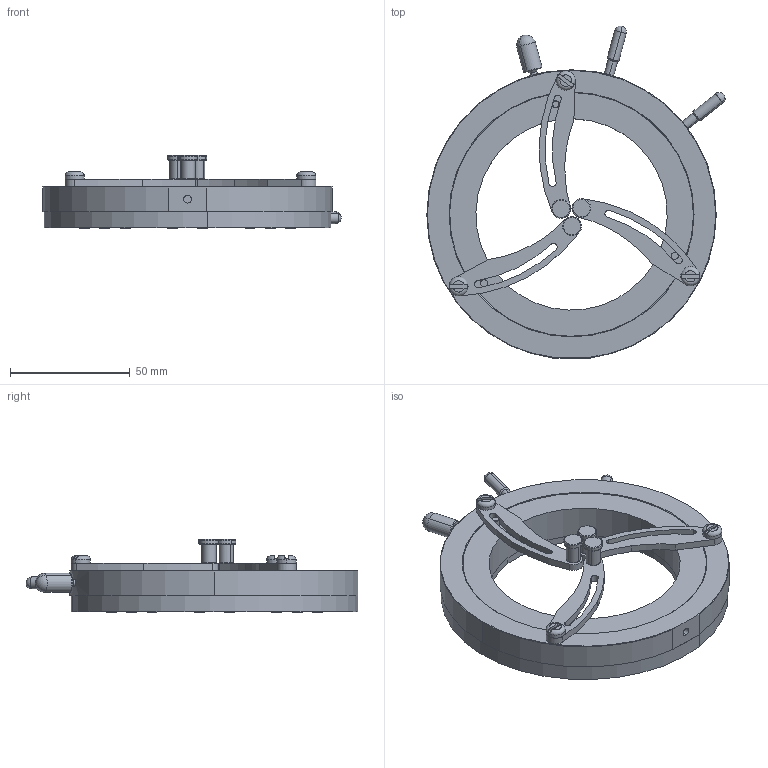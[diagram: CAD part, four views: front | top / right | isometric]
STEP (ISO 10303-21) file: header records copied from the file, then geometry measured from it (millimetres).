
FILE_DESCRIPTION (( 'STEP AP214' ), '1' );
FILE_NAME ('1.1.4.3，ZJX-80，标准自定心调整架，支持镜片尺寸φ80mm，A.STEP', '2020-10-13T00:38:46', ( '' ), ( '' ), 'SwSTEP 2.0', 'SolidWorks 2018', '' );
FILE_SCHEMA (( 'AUTOMOTIVE_DESIGN' ));
Length unit declared in the file: millimetre
Products named in the file (1): 1.1.4.3，ZJX-80，标准自定心调整架，支持镜片尺寸φ80mm，A
Bounding box: 124.73 x 138.79 x 30.6 mm (x, y, z)
Surface area: 40420.5 mm2 (no closed solid volume)
Topology: 0 solids, 27 shells, 347 faces, 916 edges, 613 vertices
Faces by surface type: plane 129, cylinder 119, cone 67, torus 26, sphere 6
Entity records: 15115 total; most frequent: CARTESIAN_POINT 2539, DIRECTION 1947, ORIENTED_EDGE 1658, EDGE_CURVE 904, AXIS2_PLACEMENT_3D 803, VERTEX_POINT 607, CIRCLE 455, EDGE_LOOP 424
